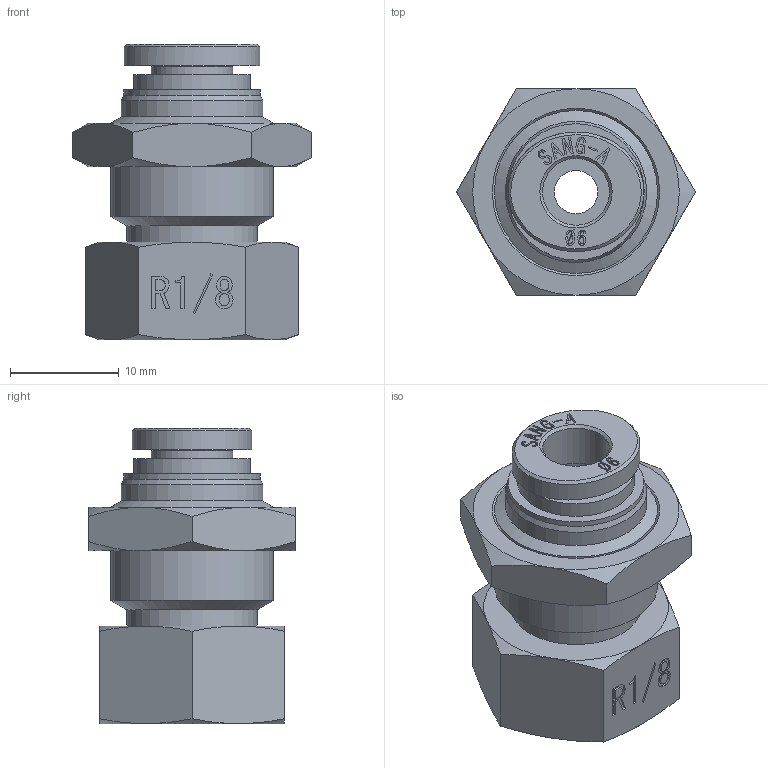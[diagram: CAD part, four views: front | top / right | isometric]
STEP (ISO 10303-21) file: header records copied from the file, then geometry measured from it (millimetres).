
FILE_DESCRIPTION((''),'2;1');
FILE_NAME('F-PMF 0601.stp','2021-02-24T17:25:27',('Administrator'),(''),'Autodesk Inventor 2013','Autodesk Inventor 2013','');
FILE_SCHEMA(('CONFIG_CONTROL_DESIGN'));
Length unit declared in the file: millimetre
Products named in the file (4): F-PMF 0601; F-SLEEVE 06(SUS); F-PMF BODY 0601; NUT 06(SUS)
Assembly tree (3 placements, depth 2):
  F-PMF 0601
    F-SLEEVE 06(SUS)
    F-PMF BODY 0601
    NUT 06(SUS)
Bounding box: 21.94 x 19 x 27.2 mm (x, y, z)
Volume: 4415.8 mm3; surface area: 3340 mm2
Topology: 3 solids, 3 shells, 301 faces, 765 edges, 499 vertices
Faces by surface type: plane 133, bspline 122, cone 33, cylinder 13
Full cylindrical faces by diameter (mm): 2.516 x1, 4 x1, 6.15 x1, 6.2 x1, 7.5 x1, 10.75 x1, 12 x1, 12.55 x1, 13 x1, 14.2 x1, 15 x1
Entity records: 9219 total; most frequent: CARTESIAN_POINT 2823, ORIENTED_EDGE 1484, DIRECTION 896, EDGE_CURVE 742, VERTEX_POINT 496, VECTOR 394, LINE 394, EDGE_LOOP 356
